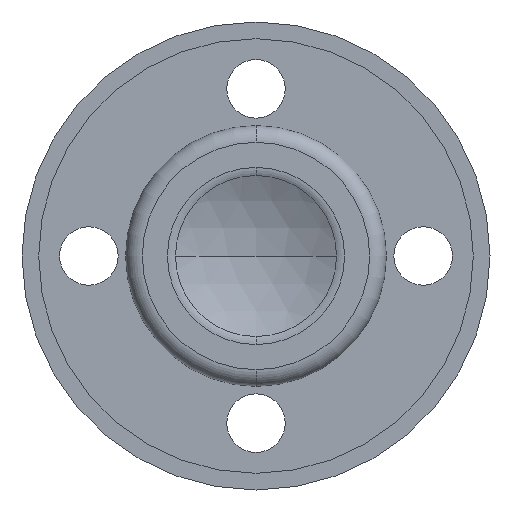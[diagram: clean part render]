
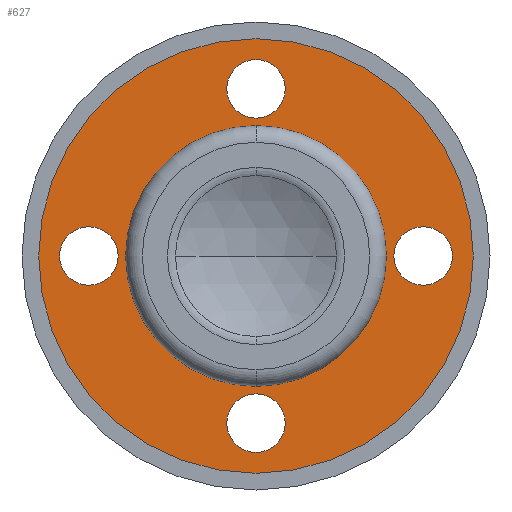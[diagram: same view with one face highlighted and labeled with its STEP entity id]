
A CAD part, front view. The second image highlights one B-rep face of the part: STEP entity #627.
In plain terms, the highlighted planar face has unit normal (0, -1, 0).
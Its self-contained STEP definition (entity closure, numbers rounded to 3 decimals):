
#32 = ORIENTED_EDGE ( 'NONE', *, *, #1012, .F. ) ;
#34 = CARTESIAN_POINT ( 'NONE',  ( 58.75, 11.5, 0. ) ) ;
#38 = ORIENTED_EDGE ( 'NONE', *, *, #1019, .F. ) ;
#46 = EDGE_CURVE ( 'NONE', #49, #1018, #250, .T. ) ;
#49 = VERTEX_POINT ( 'NONE', #556 ) ;
#51 = CARTESIAN_POINT ( 'NONE',  ( 0., 11.5, -65. ) ) ;
#64 = DIRECTION ( 'NONE',  ( 0., 1., 0. ) ) ;
#70 = CIRCLE ( 'NONE', #203, 8.75 ) ;
#73 = CARTESIAN_POINT ( 'NONE',  ( -58.75, 11.5, 0. ) ) ;
#75 = EDGE_CURVE ( 'NONE', #1018, #49, #977, .T. ) ;
#90 = DIRECTION ( 'NONE',  ( 0., -1., 0. ) ) ;
#97 = DIRECTION ( 'NONE',  ( 0., -1., 0. ) ) ;
#122 = AXIS2_PLACEMENT_3D ( 'NONE', #542, #889, #148 ) ;
#132 = CARTESIAN_POINT ( 'NONE',  ( 0., 11.5, 0. ) ) ;
#137 = CIRCLE ( 'NONE', #721, 65. ) ;
#148 = DIRECTION ( 'NONE',  ( 1., 0., 0. ) ) ;
#180 = DIRECTION ( 'NONE',  ( 0., 0., 1. ) ) ;
#181 = AXIS2_PLACEMENT_3D ( 'NONE', #917, #191, #431 ) ;
#191 = DIRECTION ( 'NONE',  ( 0., -1., 0. ) ) ;
#197 = EDGE_CURVE ( 'NONE', #697, #631, #884, .T. ) ;
#203 = AXIS2_PLACEMENT_3D ( 'NONE', #1043, #1026, #692 ) ;
#236 = CIRCLE ( 'NONE', #329, 8.75 ) ;
#250 = CIRCLE ( 'NONE', #485, 8.75 ) ;
#255 = DIRECTION ( 'NONE',  ( 0., 1., 0. ) ) ;
#276 = CARTESIAN_POINT ( 'NONE',  ( 0., 11.5, 0. ) ) ;
#283 = DIRECTION ( 'NONE',  ( 0., 0., 1. ) ) ;
#306 = CARTESIAN_POINT ( 'NONE',  ( 0., 11.5, 41.25 ) ) ;
#309 = DIRECTION ( 'NONE',  ( -1., 0., 0. ) ) ;
#315 = EDGE_CURVE ( 'NONE', #526, #698, #587, .T. ) ;
#324 = CARTESIAN_POINT ( 'NONE',  ( 41.25, 11.5, 0. ) ) ;
#329 = AXIS2_PLACEMENT_3D ( 'NONE', #710, #385, #795 ) ;
#345 = CARTESIAN_POINT ( 'NONE',  ( 0., 11.5, 39. ) ) ;
#347 = CIRCLE ( 'NONE', #879, 8.75 ) ;
#364 = AXIS2_PLACEMENT_3D ( 'NONE', #276, #453, #931 ) ;
#370 = ORIENTED_EDGE ( 'NONE', *, *, #426, .F. ) ;
#385 = DIRECTION ( 'NONE',  ( 0., -1., 0. ) ) ;
#396 = DIRECTION ( 'NONE',  ( 0., -1., 0. ) ) ;
#418 = DIRECTION ( 'NONE',  ( 0., -1., 0. ) ) ;
#426 = EDGE_CURVE ( 'NONE', #861, #430, #347, .T. ) ;
#430 = VERTEX_POINT ( 'NONE', #965 ) ;
#431 = DIRECTION ( 'NONE',  ( 0., 0., -1. ) ) ;
#437 = EDGE_LOOP ( 'NONE', ( #370, #38 ) ) ;
#440 = ORIENTED_EDGE ( 'NONE', *, *, #197, .F. ) ;
#453 = DIRECTION ( 'NONE',  ( 0., 1., 0. ) ) ;
#464 = CIRCLE ( 'NONE', #181, 8.75 ) ;
#471 = AXIS2_PLACEMENT_3D ( 'NONE', #810, #396, #309 ) ;
#475 = CARTESIAN_POINT ( 'NONE',  ( 0., 11.5, 50. ) ) ;
#478 = CARTESIAN_POINT ( 'NONE',  ( 0., 11.5, -58.75 ) ) ;
#485 = AXIS2_PLACEMENT_3D ( 'NONE', #639, #90, #714 ) ;
#490 = FACE_BOUND ( 'NONE', #437, .T. ) ;
#498 = CARTESIAN_POINT ( 'NONE',  ( 50., 11.5, 0. ) ) ;
#504 = EDGE_LOOP ( 'NONE', ( #1014, #572 ) ) ;
#506 = EDGE_LOOP ( 'NONE', ( #992, #803 ) ) ;
#516 = VERTEX_POINT ( 'NONE', #478 ) ;
#522 = EDGE_LOOP ( 'NONE', ( #645, #976 ) ) ;
#526 = VERTEX_POINT ( 'NONE', #1050 ) ;
#542 = CARTESIAN_POINT ( 'NONE',  ( 50., 11.5, 0. ) ) ;
#544 = CARTESIAN_POINT ( 'NONE',  ( 0., 11.5, 0. ) ) ;
#556 = CARTESIAN_POINT ( 'NONE',  ( -41.25, 11.5, 0. ) ) ;
#572 = ORIENTED_EDGE ( 'NONE', *, *, #892, .F. ) ;
#578 = FACE_BOUND ( 'NONE', #694, .T. ) ;
#585 = CARTESIAN_POINT ( 'NONE',  ( 0., 11.5, -41.25 ) ) ;
#587 = CIRCLE ( 'NONE', #364, 39. ) ;
#588 = DIRECTION ( 'NONE',  ( 1., 0., 0. ) ) ;
#627 = ADVANCED_FACE ( 'NONE', ( #909, #490, #731, #578, #822, #922 ), #908, .T. ) ;
#628 = DIRECTION ( 'NONE',  ( 0., -1., 0. ) ) ;
#631 = VERTEX_POINT ( 'NONE', #324 ) ;
#634 = AXIS2_PLACEMENT_3D ( 'NONE', #752, #418, #748 ) ;
#638 = AXIS2_PLACEMENT_3D ( 'NONE', #498, #97, #588 ) ;
#639 = CARTESIAN_POINT ( 'NONE',  ( -50., 11.5, 0. ) ) ;
#645 = ORIENTED_EDGE ( 'NONE', *, *, #46, .F. ) ;
#688 = DIRECTION ( 'NONE',  ( 0., 1., 0. ) ) ;
#690 = EDGE_CURVE ( 'NONE', #516, #970, #464, .T. ) ;
#692 = DIRECTION ( 'NONE',  ( 0., 0., -1. ) ) ;
#694 = EDGE_LOOP ( 'NONE', ( #32, #836 ) ) ;
#697 = VERTEX_POINT ( 'NONE', #34 ) ;
#698 = VERTEX_POINT ( 'NONE', #345 ) ;
#700 = CARTESIAN_POINT ( 'NONE',  ( 0., 11.5, 65. ) ) ;
#708 = EDGE_CURVE ( 'NONE', #781, #1038, #759, .T. ) ;
#710 = CARTESIAN_POINT ( 'NONE',  ( 0., 11.5, 50. ) ) ;
#714 = DIRECTION ( 'NONE',  ( -1., 0., 0. ) ) ;
#721 = AXIS2_PLACEMENT_3D ( 'NONE', #741, #255, #180 ) ;
#731 = FACE_BOUND ( 'NONE', #855, .T. ) ;
#741 = CARTESIAN_POINT ( 'NONE',  ( 0., 11.5, 0. ) ) ;
#748 = DIRECTION ( 'NONE',  ( 0., 0., -1. ) ) ;
#752 = CARTESIAN_POINT ( 'NONE',  ( -39., 11.5, 0. ) ) ;
#759 = CIRCLE ( 'NONE', #907, 65. ) ;
#773 = EDGE_CURVE ( 'NONE', #698, #526, #1017, .T. ) ;
#781 = VERTEX_POINT ( 'NONE', #700 ) ;
#795 = DIRECTION ( 'NONE',  ( 0., 0., 1. ) ) ;
#803 = ORIENTED_EDGE ( 'NONE', *, *, #315, .T. ) ;
#810 = CARTESIAN_POINT ( 'NONE',  ( -50., 11.5, 0. ) ) ;
#822 = FACE_BOUND ( 'NONE', #506, .T. ) ;
#828 = EDGE_CURVE ( 'NONE', #631, #697, #999, .T. ) ;
#836 = ORIENTED_EDGE ( 'NONE', *, *, #690, .F. ) ;
#855 = EDGE_LOOP ( 'NONE', ( #935, #440 ) ) ;
#858 = AXIS2_PLACEMENT_3D ( 'NONE', #544, #64, #877 ) ;
#861 = VERTEX_POINT ( 'NONE', #306 ) ;
#877 = DIRECTION ( 'NONE',  ( 0., 0., 1. ) ) ;
#879 = AXIS2_PLACEMENT_3D ( 'NONE', #475, #628, #893 ) ;
#884 = CIRCLE ( 'NONE', #638, 8.75 ) ;
#889 = DIRECTION ( 'NONE',  ( 0., -1., 0. ) ) ;
#892 = EDGE_CURVE ( 'NONE', #1038, #781, #137, .T. ) ;
#893 = DIRECTION ( 'NONE',  ( 0., 0., 1. ) ) ;
#907 = AXIS2_PLACEMENT_3D ( 'NONE', #132, #688, #283 ) ;
#908 = PLANE ( 'NONE',  #634 ) ;
#909 = FACE_BOUND ( 'NONE', #522, .T. ) ;
#917 = CARTESIAN_POINT ( 'NONE',  ( 0., 11.5, -50. ) ) ;
#922 = FACE_OUTER_BOUND ( 'NONE', #504, .T. ) ;
#931 = DIRECTION ( 'NONE',  ( 0., 0., 1. ) ) ;
#935 = ORIENTED_EDGE ( 'NONE', *, *, #828, .F. ) ;
#965 = CARTESIAN_POINT ( 'NONE',  ( 0., 11.5, 58.75 ) ) ;
#970 = VERTEX_POINT ( 'NONE', #585 ) ;
#976 = ORIENTED_EDGE ( 'NONE', *, *, #75, .F. ) ;
#977 = CIRCLE ( 'NONE', #471, 8.75 ) ;
#992 = ORIENTED_EDGE ( 'NONE', *, *, #773, .T. ) ;
#999 = CIRCLE ( 'NONE', #122, 8.75 ) ;
#1012 = EDGE_CURVE ( 'NONE', #970, #516, #70, .T. ) ;
#1014 = ORIENTED_EDGE ( 'NONE', *, *, #708, .F. ) ;
#1017 = CIRCLE ( 'NONE', #858, 39. ) ;
#1018 = VERTEX_POINT ( 'NONE', #73 ) ;
#1019 = EDGE_CURVE ( 'NONE', #430, #861, #236, .T. ) ;
#1026 = DIRECTION ( 'NONE',  ( 0., -1., 0. ) ) ;
#1038 = VERTEX_POINT ( 'NONE', #51 ) ;
#1043 = CARTESIAN_POINT ( 'NONE',  ( 0., 11.5, -50. ) ) ;
#1050 = CARTESIAN_POINT ( 'NONE',  ( 0., 11.5, -39. ) ) ;
